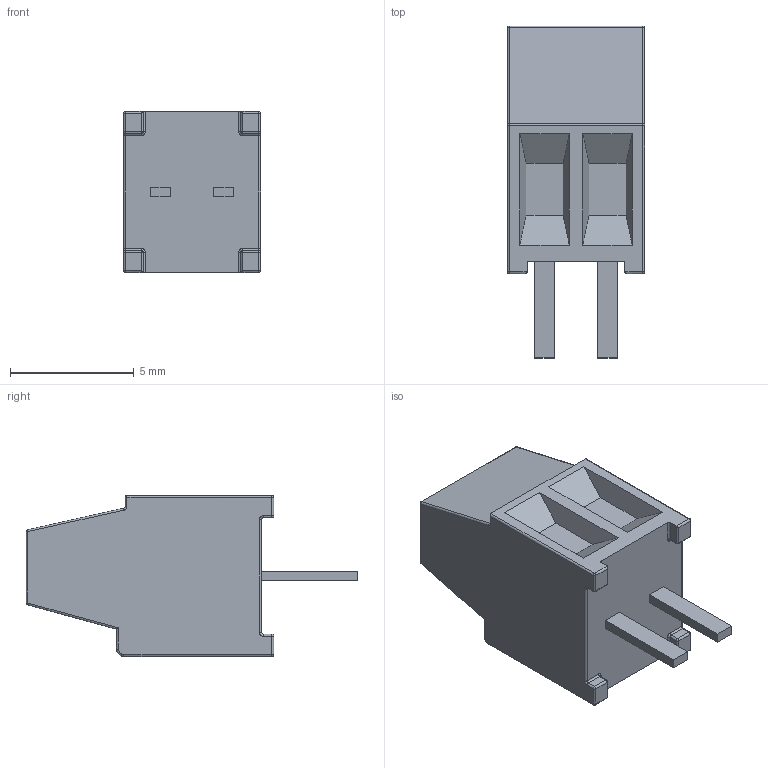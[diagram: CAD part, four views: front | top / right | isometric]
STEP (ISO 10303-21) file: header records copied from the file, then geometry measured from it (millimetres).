
FILE_DESCRIPTION (( 'STEP AP214' ), '1' );
FILE_NAME ('TE Term Block 2port 282834-2-c-3d.STEP', '2016-01-11T22:02:53', ( '' ), ( '' ), 'SwSTEP 2.0', 'SolidWorks 2015', '' );
FILE_SCHEMA (( 'AUTOMOTIVE_DESIGN' ));
Length unit declared in the file: millimetre
Products named in the file (2): c-282834-2-c-3d; TE Term Block 2port 282834-2-c-3d
Assembly tree (1 placements, depth 2):
  TE Term Block 2port 282834-2-c-3d
    c-282834-2-c-3d
Bounding box: 5.54 x 13.4 x 6.5 mm (x, y, z)
Volume: 262.5 mm3; surface area: 339 mm2
Topology: 1 solids, 1 shells, 156 faces, 372 edges, 212 vertices
Faces by surface type: plane 70, cylinder 58, sphere 16, torus 12
Entity records: 4640 total; most frequent: DIRECTION 792, CARTESIAN_POINT 756, ORIENTED_EDGE 720, EDGE_CURVE 360, AXIS2_PLACEMENT_3D 280, LINE 232, VECTOR 232, VERTEX_POINT 212
